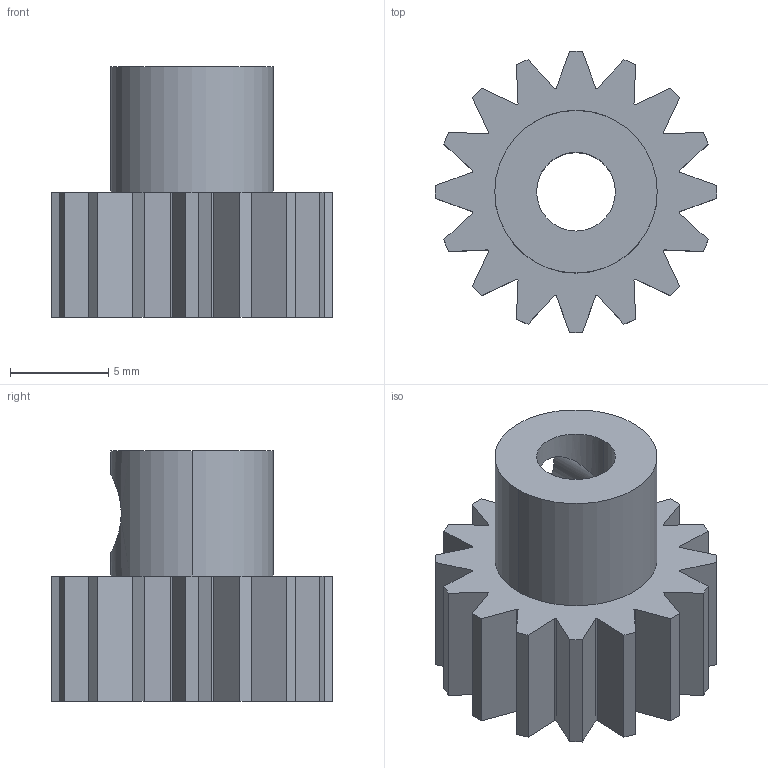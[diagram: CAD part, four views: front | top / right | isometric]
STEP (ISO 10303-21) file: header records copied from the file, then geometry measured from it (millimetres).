
FILE_DESCRIPTION (( 'STEP AP203' ), '1' );
FILE_NAME ('615326.STEP', '2014-07-22T20:52:36', ( 'Kyle' ), ( 'Microsoft' ), 'SwSTEP 2.0', 'SolidWorks 2014', '' );
FILE_SCHEMA (( 'CONFIG_CONTROL_DESIGN' ));
Length unit declared in the file: inch
Products named in the file (1): 615326
Bounding box: 14.27 x 14.27 x 12.7 mm (x, y, z)
Volume: 964.4 mm3; surface area: 1038.3 mm2
Topology: 1 solids, 1 shells, 76 faces, 218 edges, 144 vertices
Faces by surface type: plane 53, cylinder 23
Entity records: 2671 total; most frequent: CARTESIAN_POINT 563, ORIENTED_EDGE 436, DIRECTION 408, EDGE_CURVE 218, LINE 170, VECTOR 170, VERTEX_POINT 144, AXIS2_PLACEMENT_3D 119
